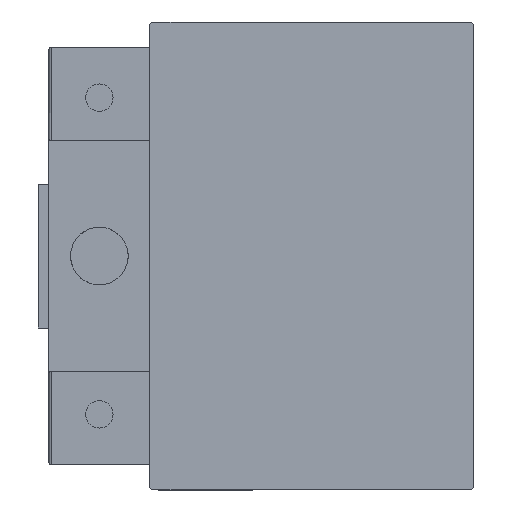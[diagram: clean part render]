
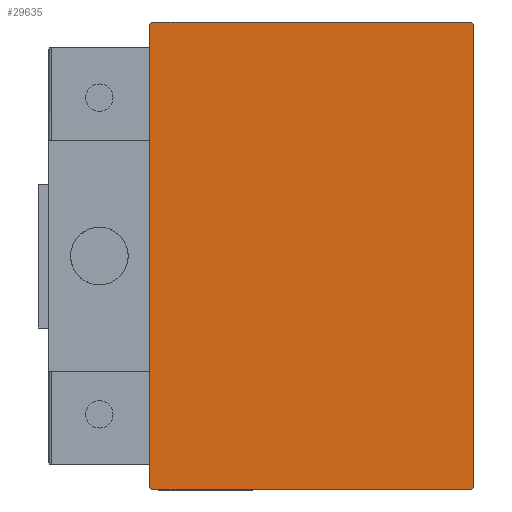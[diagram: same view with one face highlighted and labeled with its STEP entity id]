
A CAD part, left-side view. The second image highlights one B-rep face of the part: STEP entity #29635.
In plain terms, the highlighted face is planar.
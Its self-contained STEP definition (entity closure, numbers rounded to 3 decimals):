
#534 = EDGE_CURVE ( 'NONE', #10909, #7102, #42542, .T. ) ;
#987 = LINE ( 'NONE', #16405, #33195 ) ;
#2059 = VERTEX_POINT ( 'NONE', #22605 ) ;
#3947 = CARTESIAN_POINT ( 'NONE',  ( 70., -27.35, -27.35 ) ) ;
#4995 = LINE ( 'NONE', #24444, #45480 ) ;
#5722 = CARTESIAN_POINT ( 'NONE',  ( 70., 22.5, 32.2 ) ) ;
#5791 = CARTESIAN_POINT ( 'NONE',  ( 70., 27.35, -27.35 ) ) ;
#6506 = CARTESIAN_POINT ( 'NONE',  ( 70., -22.5, -32.5 ) ) ;
#7102 = VERTEX_POINT ( 'NONE', #7165 ) ;
#7165 = CARTESIAN_POINT ( 'NONE',  ( 70., -22.5, 32.2 ) ) ;
#8592 = DIRECTION ( 'NONE',  ( 1., 0., 0. ) ) ;
#8670 = EDGE_CURVE ( 'NONE', #7102, #37755, #38296, .T. ) ;
#9531 = EDGE_CURVE ( 'NONE', #2059, #27905, #16289, .T. ) ;
#10034 = ORIENTED_EDGE ( 'NONE', *, *, #40138, .T. ) ;
#10848 = EDGE_CURVE ( 'NONE', #50011, #21267, #17393, .T. ) ;
#10909 = VERTEX_POINT ( 'NONE', #15835 ) ;
#11463 = CARTESIAN_POINT ( 'NONE',  ( 70., -27.35, 27.35 ) ) ;
#12009 = CARTESIAN_POINT ( 'NONE',  ( 70., -22.5, 32.5 ) ) ;
#12507 = ORIENTED_EDGE ( 'NONE', *, *, #28949, .T. ) ;
#12509 = DIRECTION ( 'NONE',  ( 0., 0., -1. ) ) ;
#12876 = DIRECTION ( 'NONE',  ( 0., 0.707, 0.707 ) ) ;
#13127 = LINE ( 'NONE', #5791, #15988 ) ;
#14110 = ORIENTED_EDGE ( 'NONE', *, *, #44790, .T. ) ;
#14871 = CARTESIAN_POINT ( 'NONE',  ( 70., 22.5, -32.5 ) ) ;
#15835 = CARTESIAN_POINT ( 'NONE',  ( 70., -22.2, 32.5 ) ) ;
#15859 = ORIENTED_EDGE ( 'NONE', *, *, #9531, .T. ) ;
#15988 = VECTOR ( 'NONE', #12876, 1000. ) ;
#16289 = LINE ( 'NONE', #14871, #26105 ) ;
#16405 = CARTESIAN_POINT ( 'NONE',  ( 70., 27.35, 27.35 ) ) ;
#16426 = PLANE ( 'NONE',  #21658 ) ;
#16754 = CARTESIAN_POINT ( 'NONE',  ( 70., 22.2, -32.5 ) ) ;
#17393 = LINE ( 'NONE', #6506, #43145 ) ;
#19274 = DIRECTION ( 'NONE',  ( 0., -0.707, -0.707 ) ) ;
#21043 = CARTESIAN_POINT ( 'NONE',  ( 70., -22.5, -32.2 ) ) ;
#21065 = ORIENTED_EDGE ( 'NONE', *, *, #45084, .T. ) ;
#21267 = VERTEX_POINT ( 'NONE', #16754 ) ;
#21658 = AXIS2_PLACEMENT_3D ( 'NONE', #31851, #8592, #47288 ) ;
#22605 = CARTESIAN_POINT ( 'NONE',  ( 70., 22.5, -32.2 ) ) ;
#22990 = EDGE_LOOP ( 'NONE', ( #27165, #12507, #15859, #10034, #14110, #24433, #31353, #21065 ) ) ;
#23151 = DIRECTION ( 'NONE',  ( 0., 0.707, -0.707 ) ) ;
#24433 = ORIENTED_EDGE ( 'NONE', *, *, #534, .T. ) ;
#24444 = CARTESIAN_POINT ( 'NONE',  ( 70., 22.5, 32.5 ) ) ;
#24470 = VECTOR ( 'NONE', #12509, 1000. ) ;
#25293 = VERTEX_POINT ( 'NONE', #28795 ) ;
#26105 = VECTOR ( 'NONE', #46214, 1000. ) ;
#27165 = ORIENTED_EDGE ( 'NONE', *, *, #10848, .T. ) ;
#27905 = VERTEX_POINT ( 'NONE', #5722 ) ;
#28795 = CARTESIAN_POINT ( 'NONE',  ( 70., 22.2, 32.5 ) ) ;
#28949 = EDGE_CURVE ( 'NONE', #21267, #2059, #13127, .T. ) ;
#29635 = ADVANCED_FACE ( 'NONE', ( #38682 ), #16426, .T. ) ;
#31353 = ORIENTED_EDGE ( 'NONE', *, *, #8670, .T. ) ;
#31851 = CARTESIAN_POINT ( 'NONE',  ( 70., 0., 0. ) ) ;
#33195 = VECTOR ( 'NONE', #45201, 1000. ) ;
#36847 = DIRECTION ( 'NONE',  ( 0., 1., 0. ) ) ;
#37755 = VERTEX_POINT ( 'NONE', #21043 ) ;
#38296 = LINE ( 'NONE', #12009, #24470 ) ;
#38682 = FACE_OUTER_BOUND ( 'NONE', #22990, .T. ) ;
#39615 = DIRECTION ( 'NONE',  ( 0., -1., 0. ) ) ;
#40138 = EDGE_CURVE ( 'NONE', #27905, #25293, #987, .T. ) ;
#42542 = LINE ( 'NONE', #11463, #45311 ) ;
#43145 = VECTOR ( 'NONE', #36847, 1000. ) ;
#44790 = EDGE_CURVE ( 'NONE', #25293, #10909, #4995, .T. ) ;
#45084 = EDGE_CURVE ( 'NONE', #37755, #50011, #49466, .T. ) ;
#45201 = DIRECTION ( 'NONE',  ( 0., -0.707, 0.707 ) ) ;
#45311 = VECTOR ( 'NONE', #19274, 1000. ) ;
#45480 = VECTOR ( 'NONE', #39615, 1000. ) ;
#46214 = DIRECTION ( 'NONE',  ( 0., 0., 1. ) ) ;
#47069 = VECTOR ( 'NONE', #23151, 1000. ) ;
#47288 = DIRECTION ( 'NONE',  ( 0., 0., -1. ) ) ;
#47521 = CARTESIAN_POINT ( 'NONE',  ( 70., -22.2, -32.5 ) ) ;
#49466 = LINE ( 'NONE', #3947, #47069 ) ;
#50011 = VERTEX_POINT ( 'NONE', #47521 ) ;
